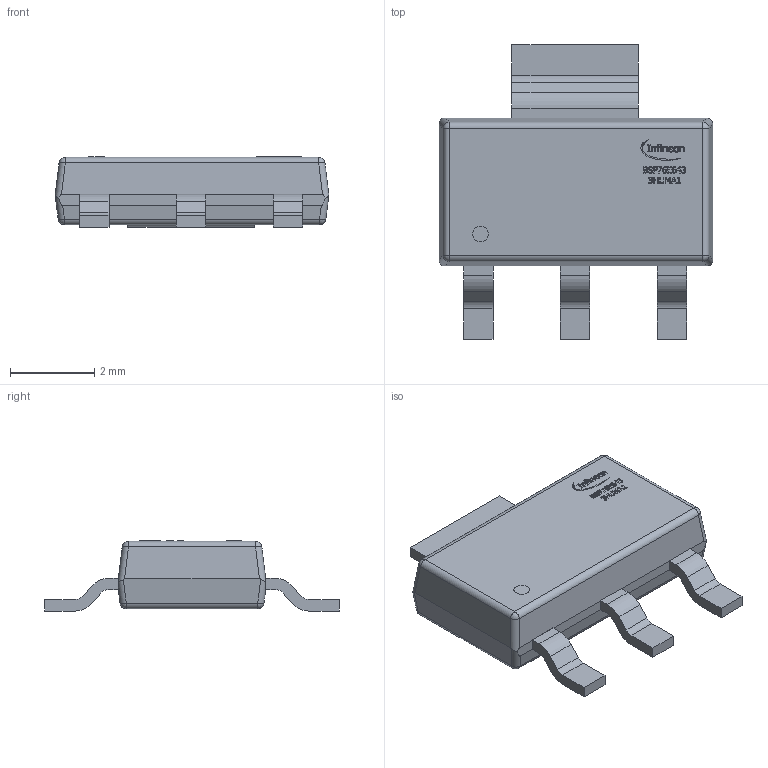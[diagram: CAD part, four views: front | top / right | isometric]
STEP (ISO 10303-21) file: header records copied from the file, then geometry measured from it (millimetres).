
FILE_DESCRIPTION( ( '' ), ' ' );
FILE_NAME( '5bf1981b3573a014dd456d48.step', '2018-11-18T16:49:31', ( '' ), ( '' ), ' ', ' ', ' ' );
FILE_SCHEMA( ( 'AUTOMOTIVE_DESIGN { 1 0 10303 214 1 1 1 1 }' ) );
Length unit declared in the file: metre
Products named in the file (33): Open CASCADE STEP translator 6.8 3; Open CASCADE STEP translator 6.8 2; Open CASCADE STEP translator 6.8 1
Bounding box: 6.5 x 7 x 1.67 mm (x, y, z)
Volume: 37.6 mm3; surface area: 100.7 mm2
Topology: 33 solids, 33 shells, 508 faces, 1305 edges, 863 vertices
Faces by surface type: plane 300, cylinder 106, extrusion 79, bspline 16, sphere 7
Full cylindrical faces by diameter (mm): 0.048 x1, 0.374 x1
Entity records: 27222 total; most frequent: CARTESIAN_POINT 4302, ORIENTED_EDGE 2606, DIRECTION 2221, STYLED_ITEM 1811, PRESENTATION_STYLE_ASSIGNMENT 1811, COLOUR_RGB 1811, EDGE_CURVE 1303, CURVE_STYLE 1303
